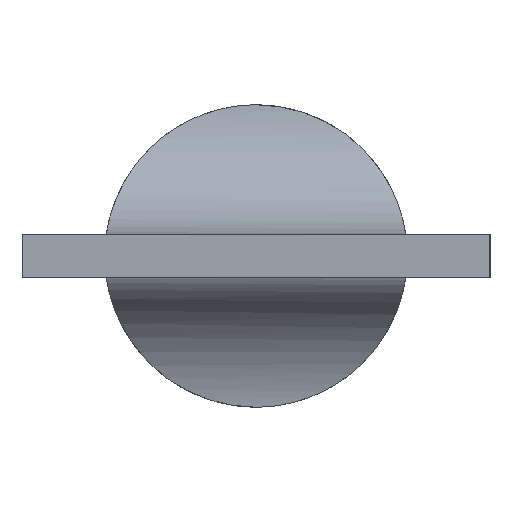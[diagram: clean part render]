
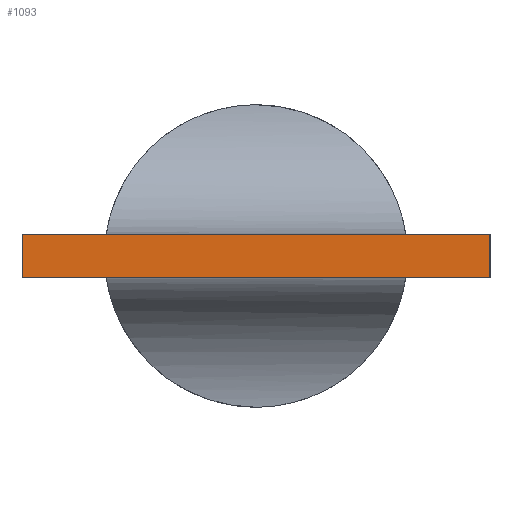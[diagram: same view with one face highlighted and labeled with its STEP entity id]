
A CAD part, left-side view. The second image highlights one B-rep face of the part: STEP entity #1093.
In plain terms, the highlighted planar face has unit normal (-1, 0, 0).
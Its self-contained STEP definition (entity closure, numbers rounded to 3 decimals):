
#24 = EDGE_CURVE ( 'NONE', #1168, #99, #331, .T. ) ;
#45 = EDGE_CURVE ( 'NONE', #209, #919, #493, .T. ) ;
#69 = CARTESIAN_POINT ( 'NONE',  ( -805., -32.5, -3. ) ) ;
#99 = VERTEX_POINT ( 'NONE', #1066 ) ;
#121 = ORIENTED_EDGE ( 'NONE', *, *, #45, .T. ) ;
#128 = CARTESIAN_POINT ( 'NONE',  ( -805., 32.5, -3. ) ) ;
#147 = DIRECTION ( 'NONE',  ( 0., 0., -1. ) ) ;
#209 = VERTEX_POINT ( 'NONE', #338 ) ;
#222 = DIRECTION ( 'NONE',  ( 0., 0., 1. ) ) ;
#233 = DIRECTION ( 'NONE',  ( 0., -1., 0. ) ) ;
#235 = EDGE_CURVE ( 'NONE', #99, #209, #253, .T. ) ;
#253 = LINE ( 'NONE', #539, #736 ) ;
#254 = CARTESIAN_POINT ( 'NONE',  ( -805., 32.5, -3. ) ) ;
#303 = VECTOR ( 'NONE', #147, 1000. ) ;
#316 = CARTESIAN_POINT ( 'NONE',  ( -805., -32.5, -3. ) ) ;
#331 = LINE ( 'NONE', #316, #836 ) ;
#338 = CARTESIAN_POINT ( 'NONE',  ( -805., 32.5, 3. ) ) ;
#393 = ORIENTED_EDGE ( 'NONE', *, *, #235, .T. ) ;
#443 = DIRECTION ( 'NONE',  ( 0., 1., 0. ) ) ;
#493 = LINE ( 'NONE', #128, #303 ) ;
#511 = PLANE ( 'NONE',  #936 ) ;
#527 = LINE ( 'NONE', #254, #678 ) ;
#539 = CARTESIAN_POINT ( 'NONE',  ( -805., 32.5, 3. ) ) ;
#561 = ORIENTED_EDGE ( 'NONE', *, *, #24, .T. ) ;
#678 = VECTOR ( 'NONE', #233, 1000. ) ;
#695 = DIRECTION ( 'NONE',  ( 0., 0., 1. ) ) ;
#736 = VECTOR ( 'NONE', #443, 1000. ) ;
#745 = EDGE_CURVE ( 'NONE', #919, #1168, #527, .T. ) ;
#793 = FACE_OUTER_BOUND ( 'NONE', #1051, .T. ) ;
#836 = VECTOR ( 'NONE', #222, 1000. ) ;
#919 = VERTEX_POINT ( 'NONE', #1014 ) ;
#936 = AXIS2_PLACEMENT_3D ( 'NONE', #982, #989, #695 ) ;
#982 = CARTESIAN_POINT ( 'NONE',  ( -805., 0., 0. ) ) ;
#989 = DIRECTION ( 'NONE',  ( -1., 0., 0. ) ) ;
#1014 = CARTESIAN_POINT ( 'NONE',  ( -805., 32.5, -3. ) ) ;
#1045 = ORIENTED_EDGE ( 'NONE', *, *, #745, .T. ) ;
#1051 = EDGE_LOOP ( 'NONE', ( #1045, #561, #393, #121 ) ) ;
#1066 = CARTESIAN_POINT ( 'NONE',  ( -805., -32.5, 3. ) ) ;
#1093 = ADVANCED_FACE ( 'NONE', ( #793 ), #511, .T. ) ;
#1168 = VERTEX_POINT ( 'NONE', #69 ) ;
